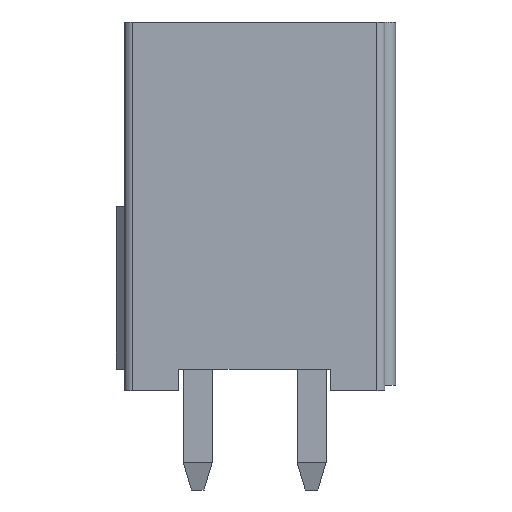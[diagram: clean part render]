
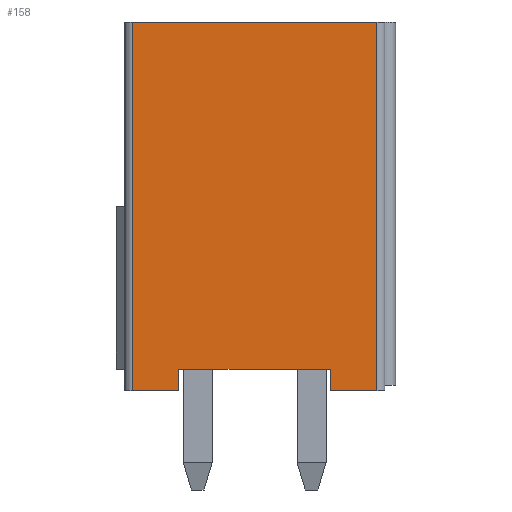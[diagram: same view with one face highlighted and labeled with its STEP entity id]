
A CAD part, front view. The second image highlights one B-rep face of the part: STEP entity #158.
In plain terms, the highlighted planar face has unit normal (0, -1, 0).
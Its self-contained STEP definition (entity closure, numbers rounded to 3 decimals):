
#158 = ADVANCED_FACE( '', ( #371 ), #372, .T. );
#371 = FACE_OUTER_BOUND( '', #653, .T. );
#372 = PLANE( '', #654 );
#653 = EDGE_LOOP( '', ( #1335, #1336, #1337, #1338, #1339, #1340, #1341, #1342 ) );
#654 = AXIS2_PLACEMENT_3D( '', #1343, #1344, #1345 );
#1335 = ORIENTED_EDGE( '', *, *, #2085, .F. );
#1336 = ORIENTED_EDGE( '', *, *, #1899, .T. );
#1337 = ORIENTED_EDGE( '', *, *, #2042, .F. );
#1338 = ORIENTED_EDGE( '', *, *, #1868, .F. );
#1339 = ORIENTED_EDGE( '', *, *, #2086, .T. );
#1340 = ORIENTED_EDGE( '', *, *, #2087, .T. );
#1341 = ORIENTED_EDGE( '', *, *, #2088, .T. );
#1342 = ORIENTED_EDGE( '', *, *, #1992, .T. );
#1343 = CARTESIAN_POINT( '', ( -4.5, -4.8, 0. ) );
#1344 = DIRECTION( '', ( 0., -1., 0. ) );
#1345 = DIRECTION( '', ( 0., 0., -1. ) );
#1868 = EDGE_CURVE( '', #2221, #2223, #2224, .T. );
#1899 = EDGE_CURVE( '', #2284, #2282, #2285, .T. );
#1992 = EDGE_CURVE( '', #2450, #2448, #2451, .T. );
#2042 = EDGE_CURVE( '', #2223, #2282, #2526, .T. );
#2085 = EDGE_CURVE( '', #2284, #2448, #2593, .T. );
#2086 = EDGE_CURVE( '', #2221, #2594, #2595, .T. );
#2087 = EDGE_CURVE( '', #2594, #2596, #2597, .T. );
#2088 = EDGE_CURVE( '', #2596, #2450, #2598, .T. );
#2221 = VERTEX_POINT( '', #2776 );
#2223 = VERTEX_POINT( '', #2778 );
#2224 = LINE( '', #2779, #2780 );
#2282 = VERTEX_POINT( '', #2865 );
#2284 = VERTEX_POINT( '', #2867 );
#2285 = LINE( '', #2868, #2869 );
#2448 = VERTEX_POINT( '', #3122 );
#2450 = VERTEX_POINT( '', #3125 );
#2451 = LINE( '', #3126, #3127 );
#2526 = LINE( '', #3250, #3251 );
#2593 = LINE( '', #3360, #3361 );
#2594 = VERTEX_POINT( '', #3362 );
#2595 = LINE( '', #3363, #3364 );
#2596 = VERTEX_POINT( '', #3365 );
#2597 = LINE( '', #3366, #3367 );
#2598 = LINE( '', #3368, #3369 );
#2776 = CARTESIAN_POINT( '', ( -4.5, -4.8, 0. ) );
#2778 = CARTESIAN_POINT( '', ( 4.5, -4.8, 0. ) );
#2779 = CARTESIAN_POINT( '', ( -4.5, -4.8, 0. ) );
#2780 = VECTOR( '', #3564, 1000. );
#2865 = CARTESIAN_POINT( '', ( 4.5, -4.8, -13.6 ) );
#2867 = CARTESIAN_POINT( '', ( 2.8, -4.8, -13.6 ) );
#2868 = CARTESIAN_POINT( '', ( 2.8, -4.8, -13.6 ) );
#2869 = VECTOR( '', #3601, 1000. );
#3122 = CARTESIAN_POINT( '', ( 2.8, -4.8, -12.8 ) );
#3125 = CARTESIAN_POINT( '', ( -2.8, -4.8, -12.8 ) );
#3126 = CARTESIAN_POINT( '', ( -2.8, -4.8, -12.8 ) );
#3127 = VECTOR( '', #3696, 1000. );
#3250 = CARTESIAN_POINT( '', ( 4.5, -4.8, 0. ) );
#3251 = VECTOR( '', #3748, 1000. );
#3360 = CARTESIAN_POINT( '', ( 2.8, -4.8, -13.6 ) );
#3361 = VECTOR( '', #3791, 1000. );
#3362 = CARTESIAN_POINT( '', ( -4.5, -4.8, -13.6 ) );
#3363 = CARTESIAN_POINT( '', ( -4.5, -4.8, 0. ) );
#3364 = VECTOR( '', #3792, 1000. );
#3365 = CARTESIAN_POINT( '', ( -2.8, -4.8, -13.6 ) );
#3366 = CARTESIAN_POINT( '', ( -4.5, -4.8, -13.6 ) );
#3367 = VECTOR( '', #3793, 1000. );
#3368 = CARTESIAN_POINT( '', ( -2.8, -4.8, -13.6 ) );
#3369 = VECTOR( '', #3794, 1000. );
#3564 = DIRECTION( '', ( 1., 0., 0. ) );
#3601 = DIRECTION( '', ( 1., 0., 0. ) );
#3696 = DIRECTION( '', ( 1., 0., 0. ) );
#3748 = DIRECTION( '', ( 0., 0., -1. ) );
#3791 = DIRECTION( '', ( 0., 0., 1. ) );
#3792 = DIRECTION( '', ( 0., 0., -1. ) );
#3793 = DIRECTION( '', ( 1., 0., 0. ) );
#3794 = DIRECTION( '', ( 0., 0., 1. ) );
